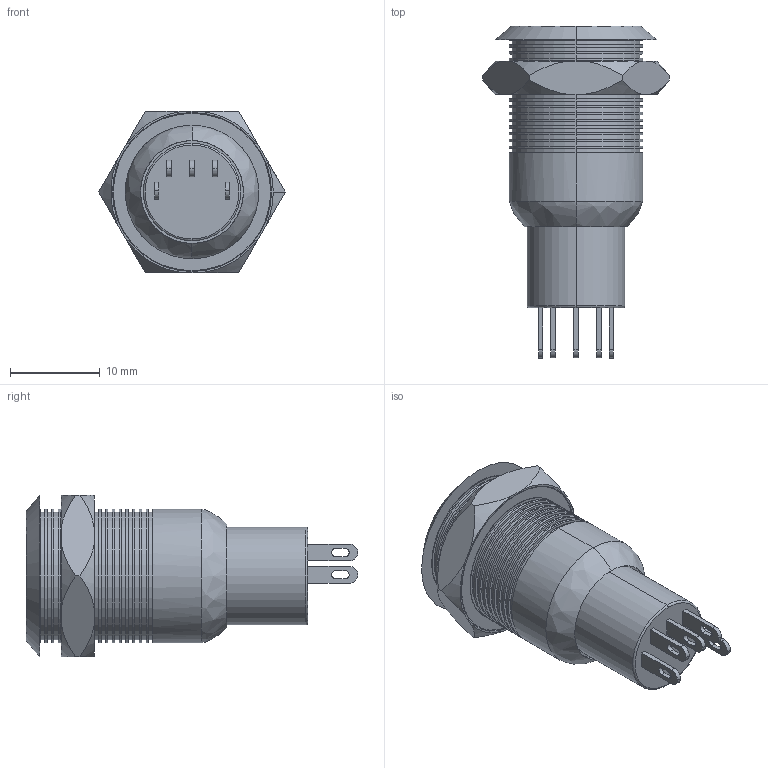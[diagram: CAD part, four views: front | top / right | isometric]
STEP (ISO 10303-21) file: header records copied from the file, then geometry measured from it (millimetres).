
FILE_DESCRIPTION(/* description */ (''),/* implementation_level */ '2;1');
FILE_NAME(/* name */ 'pushbutton_16mm.stp',/* time_stamp */ '2017-07-12T18:33:01+02:00',/* author */ (''),/* organization */ (''),/* preprocessor_version */ 'ST-DEVELOPER v16',/* originating_system */ 'SIEMENS PLM Software NX 10.0',/* authorisation */ '');
FILE_SCHEMA (('AUTOMOTIVE_DESIGN { 1 0 10303 214 3 1 1 1 }'));
Length unit declared in the file: millimetre
Products named in the file (1): pushbutton_16mm
Bounding box: 20.76 x 36.91 x 17.98 mm (x, y, z)
Volume: 4951.9 mm3; surface area: 2669.8 mm2
Topology: 1 solids, 1 shells, 186 faces, 421 edges, 276 vertices
Faces by surface type: cylinder 84, plane 72, cone 20, torus 8, bspline 2
Entity records: 5567 total; most frequent: CARTESIAN_POINT 1198, DIRECTION 967, ORIENTED_EDGE 842, EDGE_CURVE 421, AXIS2_PLACEMENT_3D 391, VERTEX_POINT 276, EDGE_LOOP 235, CIRCLE 206
